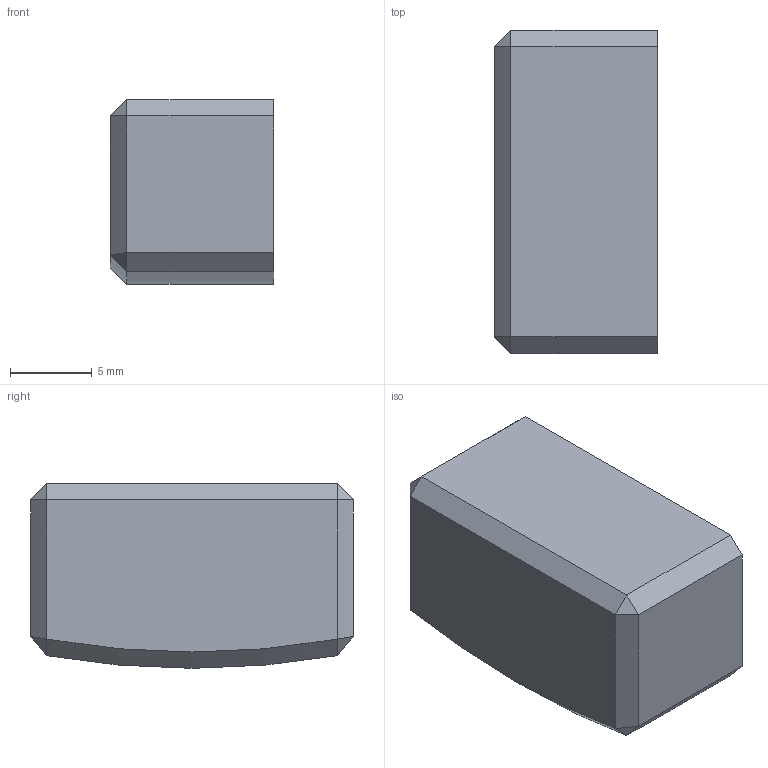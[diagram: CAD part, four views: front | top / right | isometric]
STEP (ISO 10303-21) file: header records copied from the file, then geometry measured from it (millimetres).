
FILE_DESCRIPTION(/* description */ (''),/* implementation_level */ '2;1');
FILE_NAME(/* name */ 'EndCap Closed.step',/* time_stamp */ '2021-12-23T13:09:19-07:00',/* author */ (''),/* organization */ (''),/* preprocessor_version */ 'ST-DEVELOPER v18.1',/* originating_system */ 'Autodesk Translation Framework v10.10.0.1391',/* authorisation */ '');
FILE_SCHEMA (('AUTOMOTIVE_DESIGN { 1 0 10303 214 3 1 1 }'));
Length unit declared in the file: millimetre
Products named in the file (1): EndCap Closed
Bounding box: 10 x 19.8 x 11.33 mm (x, y, z)
Volume: 803.8 mm3; surface area: 1431.3 mm2
Topology: 1 solids, 1 shells, 23 faces, 48 edges, 28 vertices
Faces by surface type: plane 20, cylinder 2, cone 1
Entity records: 629 total; most frequent: CARTESIAN_POINT 104, DIRECTION 99, ORIENTED_EDGE 96, EDGE_CURVE 48, LINE 41, VECTOR 41, AXIS2_PLACEMENT_3D 29, VERTEX_POINT 28
